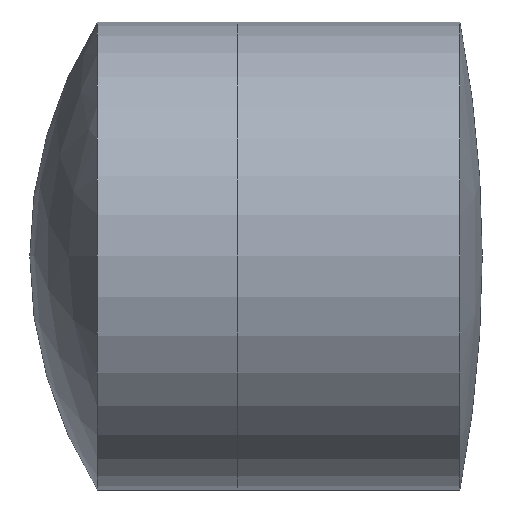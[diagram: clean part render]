
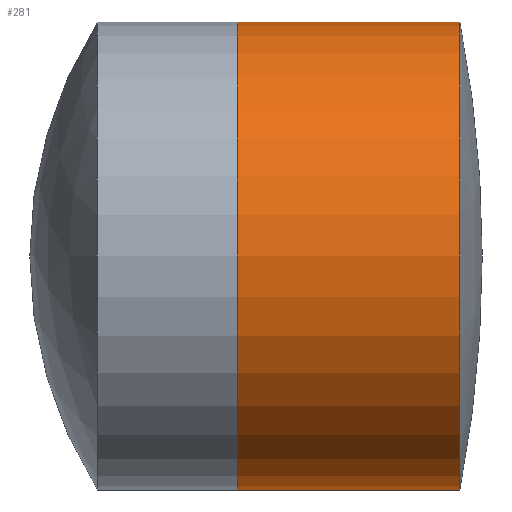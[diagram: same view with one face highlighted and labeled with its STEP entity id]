
A CAD part, front view. The second image highlights one B-rep face of the part: STEP entity #281.
In plain terms, the highlighted cylindrical face has radius 1.5 mm (diameter 3 mm), a partial arc.
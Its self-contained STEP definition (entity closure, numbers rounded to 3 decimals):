
#12 = VERTEX_POINT ( 'NONE', #276 ) ;
#13 = DIRECTION ( 'NONE',  ( 0., 0., 1. ) ) ;
#19 = CYLINDRICAL_SURFACE ( 'NONE', #48, 1.5 ) ;
#22 = CARTESIAN_POINT ( 'NONE',  ( 1.257, 0., -1.5 ) ) ;
#28 = VERTEX_POINT ( 'NONE', #146 ) ;
#29 = CARTESIAN_POINT ( 'NONE',  ( -0.552, 0., 1.5 ) ) ;
#32 = CIRCLE ( 'NONE', #295, 1.5 ) ;
#33 = FACE_OUTER_BOUND ( 'NONE', #247, .T. ) ;
#48 = AXIS2_PLACEMENT_3D ( 'NONE', #223, #157, #13 ) ;
#55 = ORIENTED_EDGE ( 'NONE', *, *, #129, .T. ) ;
#59 = AXIS2_PLACEMENT_3D ( 'NONE', #328, #139, #294 ) ;
#80 = VERTEX_POINT ( 'NONE', #303 ) ;
#110 = DIRECTION ( 'NONE',  ( -1., 0., 0. ) ) ;
#129 = EDGE_CURVE ( 'NONE', #80, #12, #339, .T. ) ;
#138 = DIRECTION ( 'NONE',  ( -1., 0., 0. ) ) ;
#139 = DIRECTION ( 'NONE',  ( -1., 0., 0. ) ) ;
#146 = CARTESIAN_POINT ( 'NONE',  ( 2.683, 0., -1.5 ) ) ;
#150 = EDGE_CURVE ( 'NONE', #28, #249, #310, .T. ) ;
#151 = EDGE_CURVE ( 'NONE', #249, #12, #245, .T. ) ;
#155 = EDGE_CURVE ( 'NONE', #28, #80, #32, .T. ) ;
#157 = DIRECTION ( 'NONE',  ( -1., 0., 0. ) ) ;
#217 = ORIENTED_EDGE ( 'NONE', *, *, #155, .T. ) ;
#223 = CARTESIAN_POINT ( 'NONE',  ( -0.552, 0., 0. ) ) ;
#224 = VECTOR ( 'NONE', #110, 1000. ) ;
#233 = VECTOR ( 'NONE', #267, 1000. ) ;
#245 = CIRCLE ( 'NONE', #59, 1.5 ) ;
#247 = EDGE_LOOP ( 'NONE', ( #282, #217, #55, #270 ) ) ;
#249 = VERTEX_POINT ( 'NONE', #22 ) ;
#267 = DIRECTION ( 'NONE',  ( -1., 0., 0. ) ) ;
#270 = ORIENTED_EDGE ( 'NONE', *, *, #151, .F. ) ;
#276 = CARTESIAN_POINT ( 'NONE',  ( 1.257, 0., 1.5 ) ) ;
#281 = ADVANCED_FACE ( 'NONE', ( #33 ), #19, .T. ) ;
#282 = ORIENTED_EDGE ( 'NONE', *, *, #150, .F. ) ;
#292 = DIRECTION ( 'NONE',  ( 0., 0., 1. ) ) ;
#294 = DIRECTION ( 'NONE',  ( 0., 0., 1. ) ) ;
#295 = AXIS2_PLACEMENT_3D ( 'NONE', #326, #138, #292 ) ;
#303 = CARTESIAN_POINT ( 'NONE',  ( 2.683, 0., 1.5 ) ) ;
#310 = LINE ( 'NONE', #329, #233 ) ;
#326 = CARTESIAN_POINT ( 'NONE',  ( 2.683, 0., 0. ) ) ;
#328 = CARTESIAN_POINT ( 'NONE',  ( 1.257, 0., 0. ) ) ;
#329 = CARTESIAN_POINT ( 'NONE',  ( -0.552, 0., -1.5 ) ) ;
#339 = LINE ( 'NONE', #29, #224 ) ;
